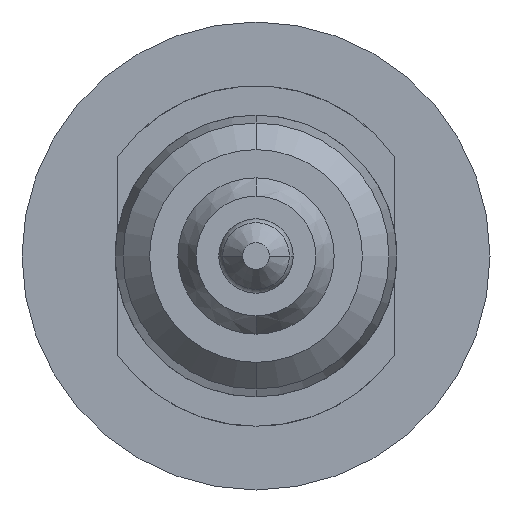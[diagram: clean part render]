
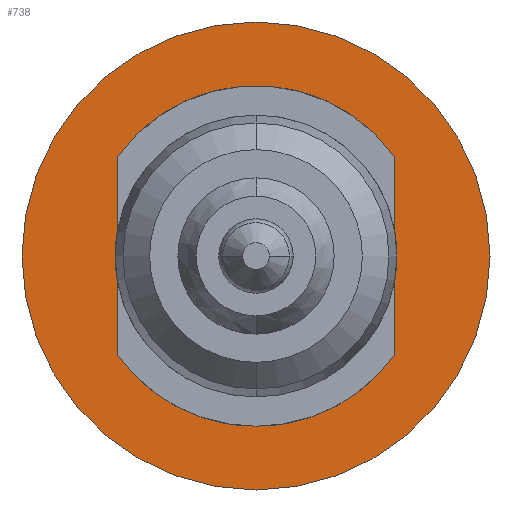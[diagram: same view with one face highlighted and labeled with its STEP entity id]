
A CAD part, front view. The second image highlights one B-rep face of the part: STEP entity #738.
In plain terms, the highlighted planar face has unit normal (0, -1, 0).
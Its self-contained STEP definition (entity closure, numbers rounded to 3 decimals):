
#62 = VECTOR ( 'NONE', #1819, 1000. ) ;
#118 = CIRCLE ( 'NONE', #2262, 1.4 ) ;
#119 = EDGE_LOOP ( 'NONE', ( #1451, #2128 ) ) ;
#141 = EDGE_CURVE ( 'Defeature ausgef�hrt1_44+Defeature ausgef�hrt1_40+Defeature ausgef�hrt1_41+Defeature ausgef�hrt1_36', #277, #2962, #1241, .T. ) ;
#171 = VECTOR ( 'NONE', #4572, 1000. ) ;
#196 = AXIS2_PLACEMENT_3D ( 'NONE', #4401, #382, #3153 ) ;
#238 = AXIS2_PLACEMENT_3D ( 'NONE', #1821, #4258, #307 ) ;
#258 = CIRCLE ( 'NONE', #2955, 2.2 ) ;
#277 = VERTEX_POINT ( 'NONE', #2739 ) ;
#307 = DIRECTION ( 'NONE',  ( 0., 0., -1. ) ) ;
#308 = DIRECTION ( 'NONE',  ( 0., -1., 0. ) ) ;
#382 = DIRECTION ( 'NONE',  ( 0., -1., 0. ) ) ;
#483 = FACE_BOUND ( 'NONE', #1049, .T. ) ;
#546 = EDGE_CURVE ( 'Defeature ausgef�hrt1_35+Defeature ausgef�hrt1_40+Defeature ausgef�hrt1_33+Defeature ausgef�hrt1_33', #2841, #2939, #1114, .T. ) ;
#627 = CARTESIAN_POINT ( 'NONE',  ( 0., 33.4, 0. ) ) ;
#699 = CARTESIAN_POINT ( 'NONE',  ( -0.55, 33.4, 0. ) ) ;
#702 = DIRECTION ( 'NONE',  ( 0., 0., -1. ) ) ;
#738 = ADVANCED_FACE ( 'Defeature ausgef�hrt1_40', ( #483, #4576, #2339, #3015 ), #4351, .T. ) ;
#795 = CARTESIAN_POINT ( 'NONE',  ( 0.5, 33.4, 1.308 ) ) ;
#817 = DIRECTION ( 'NONE',  ( 0., 0., -1. ) ) ;
#899 = CARTESIAN_POINT ( 'NONE',  ( -0.5, 33.4, 1.308 ) ) ;
#1016 = CARTESIAN_POINT ( 'NONE',  ( -0.55, 33.4, -0.894 ) ) ;
#1030 = DIRECTION ( 'NONE',  ( 0., -1., 0. ) ) ;
#1049 = EDGE_LOOP ( 'NONE', ( #4583, #2825 ) ) ;
#1114 = LINE ( 'NONE', #699, #62 ) ;
#1147 = CIRCLE ( 'NONE', #238, 1.4 ) ;
#1170 = CARTESIAN_POINT ( 'NONE',  ( 0.55, 33.4, 0. ) ) ;
#1227 = VERTEX_POINT ( 'NONE', #899 ) ;
#1236 = EDGE_LOOP ( 'NONE', ( #3235, #3515 ) ) ;
#1241 = LINE ( 'NONE', #2967, #171 ) ;
#1387 = AXIS2_PLACEMENT_3D ( 'NONE', #2280, #308, #702 ) ;
#1451 = ORIENTED_EDGE ( 'NONE', *, *, #4417, .T. ) ;
#1505 = DIRECTION ( 'NONE',  ( 0., -1., 0. ) ) ;
#1523 = CARTESIAN_POINT ( 'NONE',  ( -0.55, 33.4, 0.894 ) ) ;
#1572 = CIRCLE ( 'NONE', #196, 2.2 ) ;
#1588 = EDGE_CURVE ( 'Defeature ausgef�hrt1_34+Defeature ausgef�hrt1_40+Defeature ausgef�hrt1_33+Defeature ausgef�hrt1_33', #3101, #2453, #2566, .T. ) ;
#1695 = ORIENTED_EDGE ( 'NONE', *, *, #141, .F. ) ;
#1759 = DIRECTION ( 'NONE',  ( 0., 0., 1. ) ) ;
#1819 = DIRECTION ( 'NONE',  ( 0., 0., 1. ) ) ;
#1821 = CARTESIAN_POINT ( 'NONE',  ( 0., 33.4, 0. ) ) ;
#1854 = CARTESIAN_POINT ( 'NONE',  ( 0., 33.4, 2.2 ) ) ;
#1895 = CARTESIAN_POINT ( 'NONE',  ( 0., 33.4, 0. ) ) ;
#1983 = CARTESIAN_POINT ( 'NONE',  ( -0.5, 33.4, -1.308 ) ) ;
#2056 = DIRECTION ( 'NONE',  ( 0., -1., 0. ) ) ;
#2079 = EDGE_CURVE ( 'Defeature ausgef�hrt1_41+Defeature ausgef�hrt1_40+Defeature ausgef�hrt1_45+Defeature ausgef�hrt1_44', #2082, #4580, #2335, .T. ) ;
#2080 = EDGE_LOOP ( 'NONE', ( #2780, #3543, #4125, #1695, #2394 ) ) ;
#2082 = VERTEX_POINT ( 'NONE', #1983 ) ;
#2119 = CIRCLE ( 'NONE', #4061, 1.05 ) ;
#2128 = ORIENTED_EDGE ( 'NONE', *, *, #3477, .T. ) ;
#2187 = AXIS2_PLACEMENT_3D ( 'NONE', #3534, #3955, #3927 ) ;
#2262 = AXIS2_PLACEMENT_3D ( 'NONE', #4674, #1505, #2295 ) ;
#2280 = CARTESIAN_POINT ( 'NONE',  ( 1.4, 33.4, 0. ) ) ;
#2295 = DIRECTION ( 'NONE',  ( 0., 0., -1. ) ) ;
#2301 = CARTESIAN_POINT ( 'NONE',  ( 0.55, 33.4, -0.894 ) ) ;
#2302 = LINE ( 'NONE', #4145, #4534 ) ;
#2335 = CIRCLE ( 'NONE', #2187, 1.4 ) ;
#2339 = FACE_BOUND ( 'NONE', #2080, .T. ) ;
#2394 = ORIENTED_EDGE ( 'NONE', *, *, #2875, .F. ) ;
#2453 = VERTEX_POINT ( 'NONE', #2301 ) ;
#2475 = CARTESIAN_POINT ( 'NONE',  ( 0., 33.4, -1.4 ) ) ;
#2566 = LINE ( 'NONE', #1170, #4571 ) ;
#2739 = CARTESIAN_POINT ( 'NONE',  ( 0.5, 33.4, -1.308 ) ) ;
#2780 = ORIENTED_EDGE ( 'NONE', *, *, #2079, .F. ) ;
#2825 = ORIENTED_EDGE ( 'NONE', *, *, #1588, .F. ) ;
#2841 = VERTEX_POINT ( 'NONE', #1016 ) ;
#2875 = EDGE_CURVE ( 'Defeature ausgef�hrt1_41+Defeature ausgef�hrt1_40+Defeature ausgef�hrt1_45+Defeature ausgef�hrt1_44', #4580, #277, #118, .T. ) ;
#2917 = AXIS2_PLACEMENT_3D ( 'NONE', #3667, #2056, #4863 ) ;
#2939 = VERTEX_POINT ( 'NONE', #1523 ) ;
#2955 = AXIS2_PLACEMENT_3D ( 'NONE', #1895, #3996, #4485 ) ;
#2962 = VERTEX_POINT ( 'NONE', #795 ) ;
#2967 = CARTESIAN_POINT ( 'NONE',  ( 0.5, 33.4, -10. ) ) ;
#3015 = FACE_OUTER_BOUND ( 'NONE', #119, .T. ) ;
#3101 = VERTEX_POINT ( 'NONE', #4892 ) ;
#3153 = DIRECTION ( 'NONE',  ( 0., 0., -1. ) ) ;
#3235 = ORIENTED_EDGE ( 'NONE', *, *, #3293, .F. ) ;
#3293 = EDGE_CURVE ( 'Defeature ausgef�hrt1_33+Defeature ausgef�hrt1_40+Defeature ausgef�hrt1_35+Defeature ausgef�hrt1_35', #2939, #2841, #2119, .T. ) ;
#3314 = VERTEX_POINT ( 'NONE', #1854 ) ;
#3354 = CIRCLE ( 'NONE', #2917, 1.05 ) ;
#3453 = DIRECTION ( 'NONE',  ( 0., 0., -1. ) ) ;
#3477 = EDGE_CURVE ( 'Defeature ausgef�hrt1_40+Defeature ausgef�hrt1_39+Defeature ausgef�hrt1_39+Defeature ausgef�hrt1_39', #3314, #4840, #258, .T. ) ;
#3515 = ORIENTED_EDGE ( 'NONE', *, *, #546, .F. ) ;
#3534 = CARTESIAN_POINT ( 'NONE',  ( 0., 33.4, 0. ) ) ;
#3543 = ORIENTED_EDGE ( 'NONE', *, *, #4079, .T. ) ;
#3667 = CARTESIAN_POINT ( 'NONE',  ( 0., 33.4, 0. ) ) ;
#3734 = EDGE_CURVE ( 'Defeature ausgef�hrt1_36+Defeature ausgef�hrt1_40+Defeature ausgef�hrt1_44+Defeature ausgef�hrt1_45', #2962, #1227, #1147, .T. ) ;
#3927 = DIRECTION ( 'NONE',  ( 0., 0., -1. ) ) ;
#3955 = DIRECTION ( 'NONE',  ( 0., -1., 0. ) ) ;
#3996 = DIRECTION ( 'NONE',  ( 0., -1., 0. ) ) ;
#4061 = AXIS2_PLACEMENT_3D ( 'NONE', #627, #1030, #3453 ) ;
#4079 = EDGE_CURVE ( 'Defeature ausgef�hrt1_40+Defeature ausgef�hrt1_45+Defeature ausgef�hrt1_41+Defeature ausgef�hrt1_36', #2082, #1227, #2302, .T. ) ;
#4125 = ORIENTED_EDGE ( 'NONE', *, *, #3734, .F. ) ;
#4145 = CARTESIAN_POINT ( 'NONE',  ( -0.5, 33.4, -10. ) ) ;
#4258 = DIRECTION ( 'NONE',  ( 0., -1., 0. ) ) ;
#4351 = PLANE ( 'NONE',  #1387 ) ;
#4401 = CARTESIAN_POINT ( 'NONE',  ( 0., 33.4, 0. ) ) ;
#4417 = EDGE_CURVE ( 'Defeature ausgef�hrt1_40+Defeature ausgef�hrt1_39+Defeature ausgef�hrt1_39+Defeature ausgef�hrt1_39', #4840, #3314, #1572, .T. ) ;
#4476 = EDGE_CURVE ( 'Defeature ausgef�hrt1_33+Defeature ausgef�hrt1_40+Defeature ausgef�hrt1_34+Defeature ausgef�hrt1_34', #2453, #3101, #3354, .T. ) ;
#4485 = DIRECTION ( 'NONE',  ( 0., 0., -1. ) ) ;
#4534 = VECTOR ( 'NONE', #1759, 1000. ) ;
#4571 = VECTOR ( 'NONE', #817, 1000. ) ;
#4572 = DIRECTION ( 'NONE',  ( 0., 0., 1. ) ) ;
#4576 = FACE_BOUND ( 'NONE', #1236, .T. ) ;
#4580 = VERTEX_POINT ( 'NONE', #2475 ) ;
#4583 = ORIENTED_EDGE ( 'NONE', *, *, #4476, .F. ) ;
#4674 = CARTESIAN_POINT ( 'NONE',  ( 0., 33.4, 0. ) ) ;
#4840 = VERTEX_POINT ( 'NONE', #5119 ) ;
#4863 = DIRECTION ( 'NONE',  ( 0., 0., -1. ) ) ;
#4892 = CARTESIAN_POINT ( 'NONE',  ( 0.55, 33.4, 0.894 ) ) ;
#5119 = CARTESIAN_POINT ( 'NONE',  ( 0., 33.4, -2.2 ) ) ;
